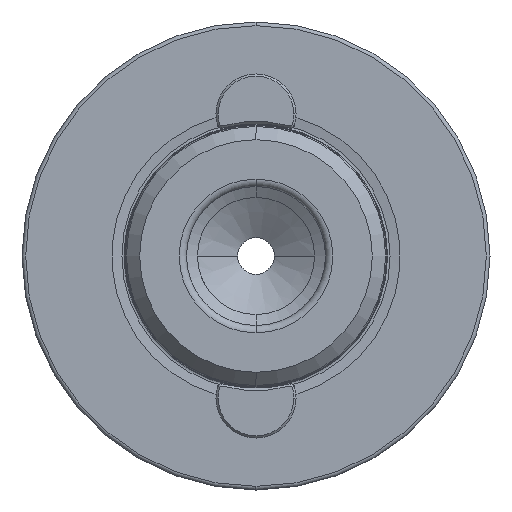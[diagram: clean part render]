
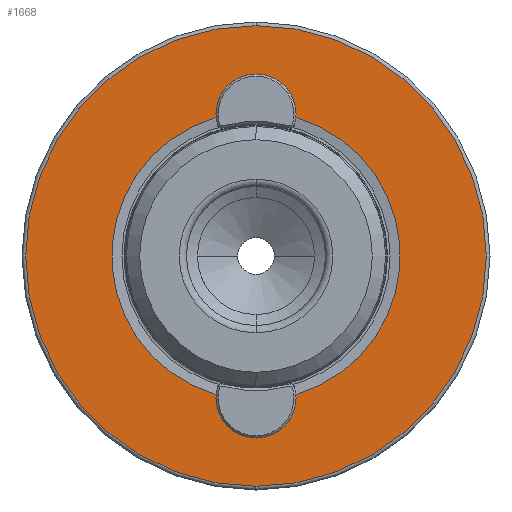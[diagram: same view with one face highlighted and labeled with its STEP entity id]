
A CAD part, left-side view. The second image highlights one B-rep face of the part: STEP entity #1668.
In plain terms, the highlighted planar face has unit normal (-1, 0, 0).
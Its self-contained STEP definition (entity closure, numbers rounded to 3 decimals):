
#122 = AXIS2_PLACEMENT_3D ( 'NONE', #656, #647, #623 ) ;
#126 = EDGE_CURVE ( 'NONE', #3443, #1489, #2653, .T. ) ;
#195 = CIRCLE ( 'NONE', #2246, 19.715 ) ;
#242 = DIRECTION ( 'NONE',  ( 0., 0., 1. ) ) ;
#243 = VERTEX_POINT ( 'NONE', #2185 ) ;
#245 = DIRECTION ( 'NONE',  ( -1., 0., 0. ) ) ;
#251 = CARTESIAN_POINT ( 'NONE',  ( 0., 0., 0. ) ) ;
#279 = VERTEX_POINT ( 'NONE', #2524 ) ;
#377 = EDGE_LOOP ( 'NONE', ( #1402, #1838, #2200, #2633, #3269, #4166 ) ) ;
#447 = CARTESIAN_POINT ( 'NONE',  ( 0., -2.305, -19.58 ) ) ;
#451 = EDGE_CURVE ( 'NONE', #2865, #4648, #4685, .T. ) ;
#467 = CARTESIAN_POINT ( 'NONE',  ( 0., -2.305, 19.58 ) ) ;
#574 = AXIS2_PLACEMENT_3D ( 'NONE', #251, #245, #242 ) ;
#623 = DIRECTION ( 'NONE',  ( 0., 0., 1. ) ) ;
#647 = DIRECTION ( 'NONE',  ( -1., 0., 0. ) ) ;
#656 = CARTESIAN_POINT ( 'NONE',  ( 0., 0., 0. ) ) ;
#670 = CARTESIAN_POINT ( 'NONE',  ( 0., 2.305, 19.58 ) ) ;
#831 = VERTEX_POINT ( 'NONE', #4746 ) ;
#977 = AXIS2_PLACEMENT_3D ( 'NONE', #3886, #2734, #5111 ) ;
#1102 = CIRCLE ( 'NONE', #574, 19.715 ) ;
#1123 = CARTESIAN_POINT ( 'NONE',  ( 0., 0., 24.5 ) ) ;
#1308 = CARTESIAN_POINT ( 'NONE',  ( 0., 0., -21.5 ) ) ;
#1315 = DIRECTION ( 'NONE',  ( -1., 0., 0. ) ) ;
#1329 = DIRECTION ( 'NONE',  ( 0., 0., 1. ) ) ;
#1341 = AXIS2_PLACEMENT_3D ( 'NONE', #3378, #3403, #3426 ) ;
#1396 = EDGE_CURVE ( 'NONE', #243, #279, #1714, .T. ) ;
#1402 = ORIENTED_EDGE ( 'NONE', *, *, #4075, .F. ) ;
#1489 = VERTEX_POINT ( 'NONE', #447 ) ;
#1521 = EDGE_CURVE ( 'NONE', #1489, #4648, #1102, .T. ) ;
#1629 = AXIS2_PLACEMENT_3D ( 'NONE', #1308, #1315, #1329 ) ;
#1668 = ADVANCED_FACE ( 'NONE', ( #2024, #3832 ), #4324, .F. ) ;
#1714 = CIRCLE ( 'NONE', #122, 31.5 ) ;
#1757 = CIRCLE ( 'NONE', #5008, 31.5 ) ;
#1838 = ORIENTED_EDGE ( 'NONE', *, *, #4142, .T. ) ;
#1874 = DIRECTION ( 'NONE',  ( 0., 0., 1. ) ) ;
#1879 = DIRECTION ( 'NONE',  ( -1., 0., 0. ) ) ;
#1887 = CIRCLE ( 'NONE', #4504, 3. ) ;
#1896 = CARTESIAN_POINT ( 'NONE',  ( 0., 0., 0. ) ) ;
#2024 = FACE_BOUND ( 'NONE', #377, .T. ) ;
#2027 = DIRECTION ( 'NONE',  ( 0., 0., 1. ) ) ;
#2039 = DIRECTION ( 'NONE',  ( -1., 0., 0. ) ) ;
#2047 = CARTESIAN_POINT ( 'NONE',  ( 0., 0., -21.5 ) ) ;
#2185 = CARTESIAN_POINT ( 'NONE',  ( 0., 0., 31.5 ) ) ;
#2191 = DIRECTION ( 'NONE',  ( 0., 0., -1. ) ) ;
#2200 = ORIENTED_EDGE ( 'NONE', *, *, #451, .T. ) ;
#2204 = DIRECTION ( 'NONE',  ( 1., 0., 0. ) ) ;
#2210 = CARTESIAN_POINT ( 'NONE',  ( 0., 0., 21.5 ) ) ;
#2246 = AXIS2_PLACEMENT_3D ( 'NONE', #2863, #2842, #2834 ) ;
#2524 = CARTESIAN_POINT ( 'NONE',  ( 0., 0., -31.5 ) ) ;
#2633 = ORIENTED_EDGE ( 'NONE', *, *, #1521, .F. ) ;
#2653 = CIRCLE ( 'NONE', #1629, 3. ) ;
#2734 = DIRECTION ( 'NONE',  ( 1., 0., 0. ) ) ;
#2834 = DIRECTION ( 'NONE',  ( 0., 0., 1. ) ) ;
#2842 = DIRECTION ( 'NONE',  ( -1., 0., 0. ) ) ;
#2863 = CARTESIAN_POINT ( 'NONE',  ( 0., 0., 0. ) ) ;
#2865 = VERTEX_POINT ( 'NONE', #1123 ) ;
#3082 = CIRCLE ( 'NONE', #3625, 3. ) ;
#3269 = ORIENTED_EDGE ( 'NONE', *, *, #126, .F. ) ;
#3378 = CARTESIAN_POINT ( 'NONE',  ( 0., 0., 21.5 ) ) ;
#3403 = DIRECTION ( 'NONE',  ( 1., 0., 0. ) ) ;
#3426 = DIRECTION ( 'NONE',  ( 0., 0., -1. ) ) ;
#3443 = VERTEX_POINT ( 'NONE', #5063 ) ;
#3625 = AXIS2_PLACEMENT_3D ( 'NONE', #2210, #2204, #2191 ) ;
#3832 = FACE_OUTER_BOUND ( 'NONE', #3961, .T. ) ;
#3886 = CARTESIAN_POINT ( 'NONE',  ( 0., 0., -19.715 ) ) ;
#3961 = EDGE_LOOP ( 'NONE', ( #4362, #4605 ) ) ;
#4075 = EDGE_CURVE ( 'NONE', #4575, #831, #195, .T. ) ;
#4142 = EDGE_CURVE ( 'NONE', #4575, #2865, #3082, .T. ) ;
#4166 = ORIENTED_EDGE ( 'NONE', *, *, #4170, .F. ) ;
#4170 = EDGE_CURVE ( 'NONE', #831, #3443, #1887, .T. ) ;
#4210 = EDGE_CURVE ( 'NONE', #279, #243, #1757, .T. ) ;
#4324 = PLANE ( 'NONE',  #977 ) ;
#4362 = ORIENTED_EDGE ( 'NONE', *, *, #1396, .T. ) ;
#4504 = AXIS2_PLACEMENT_3D ( 'NONE', #2047, #2039, #2027 ) ;
#4575 = VERTEX_POINT ( 'NONE', #670 ) ;
#4605 = ORIENTED_EDGE ( 'NONE', *, *, #4210, .T. ) ;
#4648 = VERTEX_POINT ( 'NONE', #467 ) ;
#4685 = CIRCLE ( 'NONE', #1341, 3. ) ;
#4746 = CARTESIAN_POINT ( 'NONE',  ( 0., 2.305, -19.58 ) ) ;
#5008 = AXIS2_PLACEMENT_3D ( 'NONE', #1896, #1879, #1874 ) ;
#5063 = CARTESIAN_POINT ( 'NONE',  ( 0., 0., -24.5 ) ) ;
#5111 = DIRECTION ( 'NONE',  ( 0., 0., -1. ) ) ;
